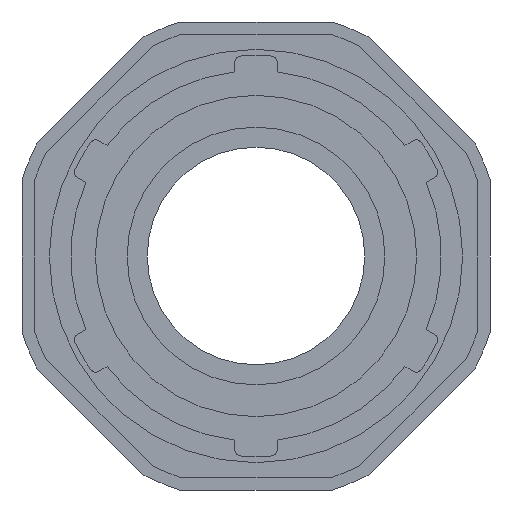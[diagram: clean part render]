
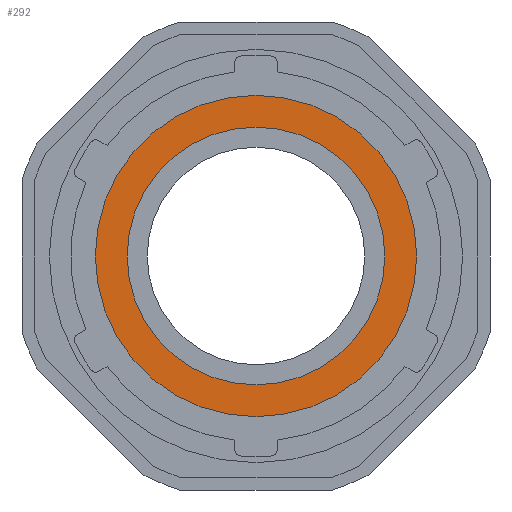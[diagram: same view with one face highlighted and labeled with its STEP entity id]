
A CAD part, left-side view. The second image highlights one B-rep face of the part: STEP entity #292.
In plain terms, the highlighted planar face has unit normal (-1, 0, 0).
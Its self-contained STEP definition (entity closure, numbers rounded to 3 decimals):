
#292=ADVANCED_FACE('',(#1367,#1369),#1371,.T.);
#1367=FACE_BOUND('',#1368,.T.);
#1368=EDGE_LOOP('',(#3327));
#1369=FACE_BOUND('',#1370,.T.);
#1370=EDGE_LOOP('',(#3328));
#1371=PLANE('',#1372);
#1372=AXIS2_PLACEMENT_3D('',#1373,#1374,#1375);
#1373=CARTESIAN_POINT('',(-13.27,0.,-2.642));
#1374=DIRECTION('',(-1.,0.,0.));
#1375=DIRECTION('',(0.,0.,1.));
#3327=ORIENTED_EDGE('',*,*,#3874,.T.);
#3328=ORIENTED_EDGE('',*,*,#3876,.F.);
#3874=EDGE_CURVE('',#4209,#4209,#4210,.T.);
#3876=EDGE_CURVE('',#4213,#4213,#4214,.T.);
#4209=VERTEX_POINT('',#4841);
#4210=CIRCLE('',#4842,13.221);
#4213=VERTEX_POINT('',#4851);
#4214=CIRCLE('',#4852,10.6);
#4841=CARTESIAN_POINT('',(-13.27,0.,10.579));
#4842=AXIS2_PLACEMENT_3D('',#4843,#4844,#4845);
#4843=CARTESIAN_POINT('',(-13.27,0.,-2.642));
#4844=DIRECTION('',(-1.,0.,0.));
#4845=DIRECTION('',(0.,0.,1.));
#4851=CARTESIAN_POINT('',(-13.27,0.,7.958));
#4852=AXIS2_PLACEMENT_3D('',#4853,#4854,#4855);
#4853=CARTESIAN_POINT('',(-13.27,0.,-2.642));
#4854=DIRECTION('',(-1.,0.,0.));
#4855=DIRECTION('',(0.,0.,1.));
